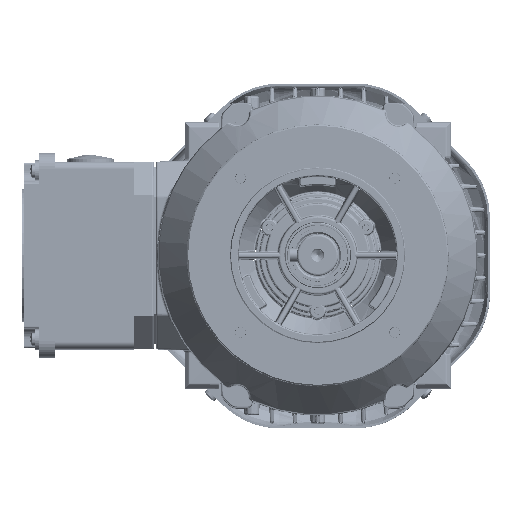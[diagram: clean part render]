
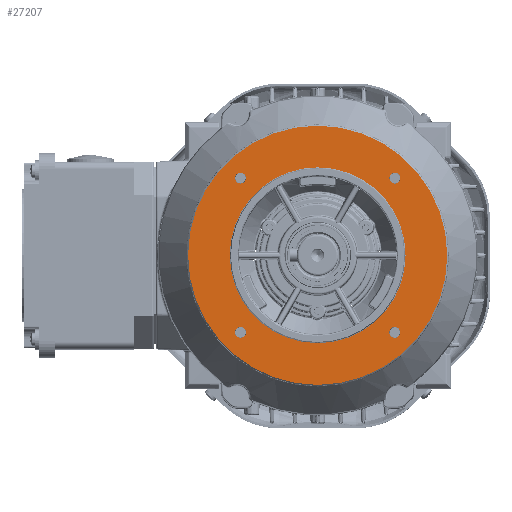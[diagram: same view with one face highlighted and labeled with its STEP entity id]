
A CAD part, top view. The second image highlights one B-rep face of the part: STEP entity #27207.
In plain terms, the highlighted planar face has unit normal (0, 0, 1).
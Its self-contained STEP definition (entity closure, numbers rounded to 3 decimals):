
#8214=FACE_BOUND('',#37660,.T.);
#8215=FACE_BOUND('',#37661,.T.);
#8216=FACE_BOUND('',#37662,.T.);
#8217=FACE_BOUND('',#37663,.T.);
#8218=FACE_BOUND('',#37664,.T.);
#8219=FACE_BOUND('',#37665,.T.);
#9928=PLANE('',#100397);
#27207=ADVANCED_FACE('',(#8214,#8215,#8216,#8217,#8218,#8219),#9928,.F.);
#37660=EDGE_LOOP('',(#61878));
#37661=EDGE_LOOP('',(#61879));
#37662=EDGE_LOOP('',(#61880));
#37663=EDGE_LOOP('',(#61881));
#37664=EDGE_LOOP('',(#61882));
#37665=EDGE_LOOP('',(#61883));
#61878=ORIENTED_EDGE('',*,*,#87374,.F.);
#61879=ORIENTED_EDGE('',*,*,#87378,.F.);
#61880=ORIENTED_EDGE('',*,*,#87372,.F.);
#61881=ORIENTED_EDGE('',*,*,#87376,.F.);
#61882=ORIENTED_EDGE('',*,*,#87370,.T.);
#61883=ORIENTED_EDGE('',*,*,#87367,.T.);
#71948=VERTEX_POINT('',#187736);
#71951=VERTEX_POINT('',#187744);
#71953=VERTEX_POINT('',#187749);
#71955=VERTEX_POINT('',#187755);
#71957=VERTEX_POINT('',#187761);
#71959=VERTEX_POINT('',#187767);
#87367=EDGE_CURVE('',#71948,#71948,#91511,.T.);
#87370=EDGE_CURVE('',#71951,#71951,#91514,.T.);
#87372=EDGE_CURVE('',#71953,#71953,#91516,.T.);
#87374=EDGE_CURVE('',#71955,#71955,#91518,.T.);
#87376=EDGE_CURVE('',#71957,#71957,#91520,.T.);
#87378=EDGE_CURVE('',#71959,#71959,#91522,.T.);
#91511=CIRCLE('',#100373,59.395);
#91514=CIRCLE('',#100378,40.3);
#91516=CIRCLE('',#100381,2.496);
#91518=CIRCLE('',#100385,2.496);
#91520=CIRCLE('',#100389,2.496);
#91522=CIRCLE('',#100393,2.496);
#100373=AXIS2_PLACEMENT_3D('',#187735,#122798,#122799);
#100378=AXIS2_PLACEMENT_3D('',#187743,#122808,#122809);
#100381=AXIS2_PLACEMENT_3D('',#187748,#122814,#122815);
#100385=AXIS2_PLACEMENT_3D('',#187754,#122822,#122823);
#100389=AXIS2_PLACEMENT_3D('',#187760,#122830,#122831);
#100393=AXIS2_PLACEMENT_3D('',#187766,#122838,#122839);
#100397=AXIS2_PLACEMENT_3D('',#187771,#122846,#122847);
#122798=DIRECTION('',(0.,0.,1.));
#122799=DIRECTION('',(0.,-1.,0.));
#122808=DIRECTION('',(0.,0.,-1.));
#122809=DIRECTION('',(0.,-1.,0.));
#122814=DIRECTION('',(0.,0.,1.));
#122815=DIRECTION('',(0.,-1.,0.));
#122822=DIRECTION('',(0.,0.,1.));
#122823=DIRECTION('',(0.,-1.,0.));
#122830=DIRECTION('',(0.,0.,1.));
#122831=DIRECTION('',(0.,-1.,0.));
#122838=DIRECTION('',(0.,0.,1.));
#122839=DIRECTION('',(0.,-1.,0.));
#122846=DIRECTION('',(0.,0.,-1.));
#122847=DIRECTION('',(0.,-1.,0.));
#187735=CARTESIAN_POINT('',(0.,0.,62.5));
#187736=CARTESIAN_POINT('',(0.,-59.395,62.5));
#187743=CARTESIAN_POINT('',(0.,0.,62.5));
#187744=CARTESIAN_POINT('',(0.,-40.3,62.5));
#187748=CARTESIAN_POINT('',(-35.355,35.355,62.5));
#187749=CARTESIAN_POINT('',(-35.355,32.86,62.5));
#187754=CARTESIAN_POINT('',(-35.355,-35.355,62.5));
#187755=CARTESIAN_POINT('',(-35.355,-37.851,62.5));
#187760=CARTESIAN_POINT('',(35.355,-35.355,62.5));
#187761=CARTESIAN_POINT('',(35.355,-37.851,62.5));
#187766=CARTESIAN_POINT('',(35.355,35.355,62.5));
#187767=CARTESIAN_POINT('',(35.355,32.86,62.5));
#187771=CARTESIAN_POINT('',(0.,0.,62.5));
